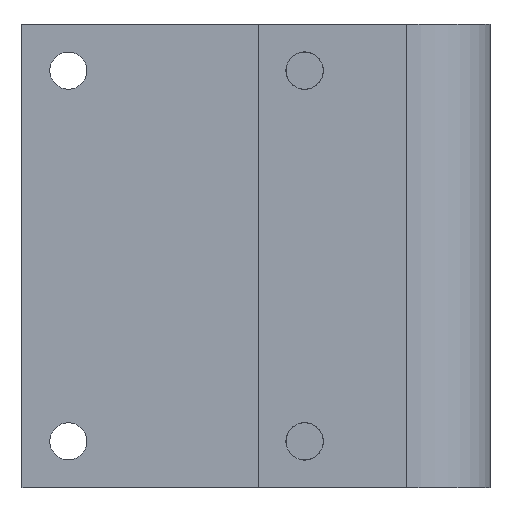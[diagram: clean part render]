
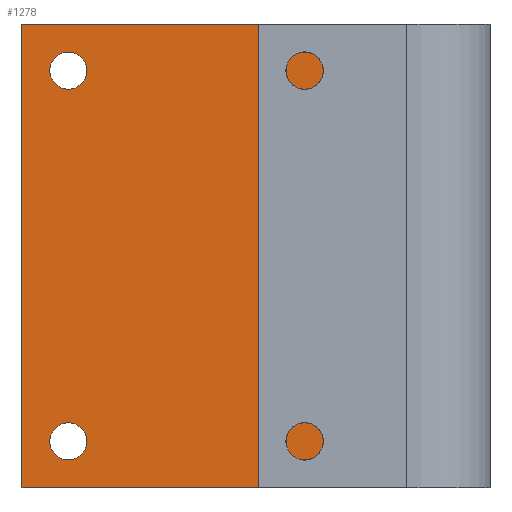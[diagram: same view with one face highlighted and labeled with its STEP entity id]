
A CAD part, left-side view. The second image highlights one B-rep face of the part: STEP entity #1278.
In plain terms, the highlighted planar face has unit normal (-1, 0, 0).
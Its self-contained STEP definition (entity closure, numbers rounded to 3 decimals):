
#15 = DIRECTION ( 'NONE',  ( 0., -1., 0. ) ) ;
#52 = EDGE_CURVE ( 'NONE', #670, #473, #1448, .T. ) ;
#88 = AXIS2_PLACEMENT_3D ( 'NONE', #394, #502, #15 ) ;
#90 = VECTOR ( 'NONE', #1542, 1000. ) ;
#106 = CARTESIAN_POINT ( 'NONE',  ( 53.5, 42.5, -20. ) ) ;
#108 = CARTESIAN_POINT ( 'NONE',  ( 53.5, 47.5, -25. ) ) ;
#118 = EDGE_CURVE ( 'NONE', #355, #619, #1416, .T. ) ;
#128 = DIRECTION ( 'NONE',  ( 0., -1., 0. ) ) ;
#132 = EDGE_CURVE ( 'NONE', #1110, #1187, #1026, .T. ) ;
#145 = DIRECTION ( 'NONE',  ( 0., 0., 1. ) ) ;
#149 = CARTESIAN_POINT ( 'NONE',  ( 53.5, 42.5, 18. ) ) ;
#184 = CARTESIAN_POINT ( 'NONE',  ( 53.5, 47.5, 25. ) ) ;
#203 = DIRECTION ( 'NONE',  ( -1., 0., 0. ) ) ;
#209 = EDGE_LOOP ( 'NONE', ( #1056, #363 ) ) ;
#221 = LINE ( 'NONE', #1185, #841 ) ;
#355 = VERTEX_POINT ( 'NONE', #483 ) ;
#363 = ORIENTED_EDGE ( 'NONE', *, *, #132, .F. ) ;
#368 = CARTESIAN_POINT ( 'NONE',  ( 53.5, 42.5, -20. ) ) ;
#373 = ORIENTED_EDGE ( 'NONE', *, *, #118, .F. ) ;
#394 = CARTESIAN_POINT ( 'NONE',  ( 53.5, 0., 0. ) ) ;
#447 = EDGE_CURVE ( 'NONE', #1187, #1110, #1362, .T. ) ;
#462 = CARTESIAN_POINT ( 'NONE',  ( 53.5, 42.5, 20. ) ) ;
#473 = VERTEX_POINT ( 'NONE', #1088 ) ;
#483 = CARTESIAN_POINT ( 'NONE',  ( 53.5, 42.5, -18. ) ) ;
#498 = EDGE_CURVE ( 'NONE', #624, #732, #1486, .T. ) ;
#502 = DIRECTION ( 'NONE',  ( -1., 0., 0. ) ) ;
#509 = AXIS2_PLACEMENT_3D ( 'NONE', #106, #1370, #730 ) ;
#527 = CARTESIAN_POINT ( 'NONE',  ( 53.5, 47.5, -25. ) ) ;
#577 = CARTESIAN_POINT ( 'NONE',  ( 53.5, 6., 25. ) ) ;
#613 = AXIS2_PLACEMENT_3D ( 'NONE', #462, #203, #706 ) ;
#619 = VERTEX_POINT ( 'NONE', #1621 ) ;
#624 = VERTEX_POINT ( 'NONE', #108 ) ;
#666 = VECTOR ( 'NONE', #145, 1000. ) ;
#670 = VERTEX_POINT ( 'NONE', #928 ) ;
#706 = DIRECTION ( 'NONE',  ( 0., -1., 0. ) ) ;
#722 = DIRECTION ( 'NONE',  ( 0., -1., 0. ) ) ;
#723 = DIRECTION ( 'NONE',  ( 0., 0., -1. ) ) ;
#730 = DIRECTION ( 'NONE',  ( 0., -1., 0. ) ) ;
#732 = VERTEX_POINT ( 'NONE', #184 ) ;
#739 = CIRCLE ( 'NONE', #509, 2. ) ;
#796 = ORIENTED_EDGE ( 'NONE', *, *, #1619, .F. ) ;
#841 = VECTOR ( 'NONE', #722, 1000. ) ;
#866 = AXIS2_PLACEMENT_3D ( 'NONE', #1487, #1500, #895 ) ;
#895 = DIRECTION ( 'NONE',  ( 0., -1., 0. ) ) ;
#928 = CARTESIAN_POINT ( 'NONE',  ( 53.5, 6., 25. ) ) ;
#988 = CARTESIAN_POINT ( 'NONE',  ( 53.5, 42.5, 22. ) ) ;
#1000 = CARTESIAN_POINT ( 'NONE',  ( 53.5, 47.5, 25. ) ) ;
#1023 = ORIENTED_EDGE ( 'NONE', *, *, #498, .F. ) ;
#1026 = CIRCLE ( 'NONE', #866, 2. ) ;
#1056 = ORIENTED_EDGE ( 'NONE', *, *, #447, .F. ) ;
#1081 = EDGE_LOOP ( 'NONE', ( #1142, #373 ) ) ;
#1088 = CARTESIAN_POINT ( 'NONE',  ( 53.5, 6., -25. ) ) ;
#1090 = EDGE_CURVE ( 'NONE', #619, #355, #739, .T. ) ;
#1091 = ORIENTED_EDGE ( 'NONE', *, *, #52, .F. ) ;
#1110 = VERTEX_POINT ( 'NONE', #988 ) ;
#1141 = LINE ( 'NONE', #527, #90 ) ;
#1142 = ORIENTED_EDGE ( 'NONE', *, *, #1090, .F. ) ;
#1185 = CARTESIAN_POINT ( 'NONE',  ( 53.5, 0., 25. ) ) ;
#1187 = VERTEX_POINT ( 'NONE', #149 ) ;
#1191 = EDGE_LOOP ( 'NONE', ( #1580, #1091, #796, #1023 ) ) ;
#1240 = FACE_BOUND ( 'NONE', #1081, .T. ) ;
#1278 = ADVANCED_FACE ( 'NONE', ( #1502, #1240, #1508 ), #1381, .T. ) ;
#1362 = CIRCLE ( 'NONE', #613, 2. ) ;
#1370 = DIRECTION ( 'NONE',  ( -1., 0., 0. ) ) ;
#1381 = PLANE ( 'NONE',  #88 ) ;
#1391 = DIRECTION ( 'NONE',  ( -1., 0., 0. ) ) ;
#1416 = CIRCLE ( 'NONE', #1467, 2. ) ;
#1448 = LINE ( 'NONE', #577, #1493 ) ;
#1467 = AXIS2_PLACEMENT_3D ( 'NONE', #368, #1391, #128 ) ;
#1477 = EDGE_CURVE ( 'NONE', #473, #624, #1141, .T. ) ;
#1486 = LINE ( 'NONE', #1000, #666 ) ;
#1487 = CARTESIAN_POINT ( 'NONE',  ( 53.5, 42.5, 20. ) ) ;
#1493 = VECTOR ( 'NONE', #723, 1000. ) ;
#1500 = DIRECTION ( 'NONE',  ( -1., 0., 0. ) ) ;
#1502 = FACE_BOUND ( 'NONE', #209, .T. ) ;
#1508 = FACE_OUTER_BOUND ( 'NONE', #1191, .T. ) ;
#1542 = DIRECTION ( 'NONE',  ( 0., 1., 0. ) ) ;
#1580 = ORIENTED_EDGE ( 'NONE', *, *, #1477, .F. ) ;
#1619 = EDGE_CURVE ( 'NONE', #732, #670, #221, .T. ) ;
#1621 = CARTESIAN_POINT ( 'NONE',  ( 53.5, 42.5, -22. ) ) ;
